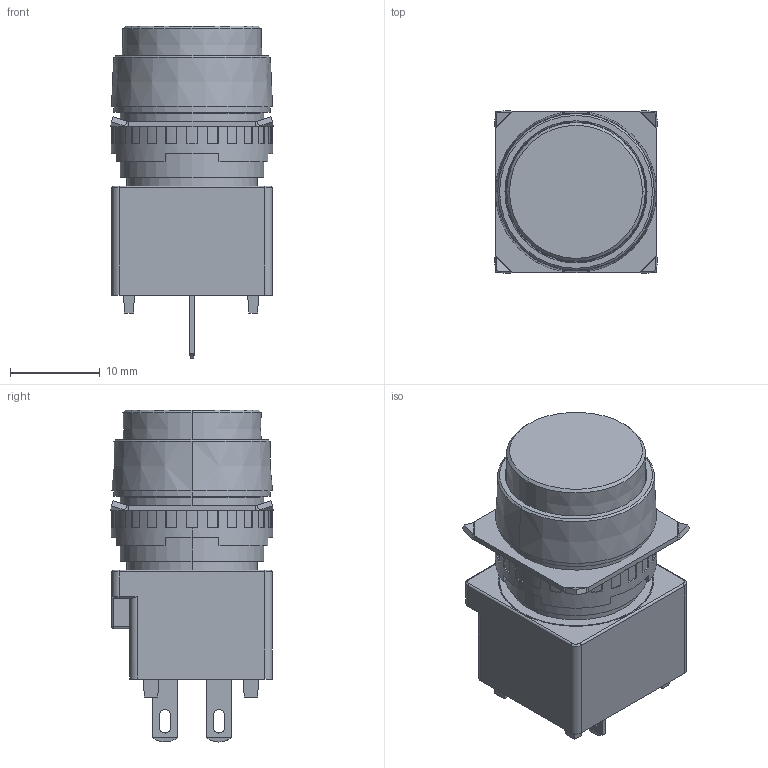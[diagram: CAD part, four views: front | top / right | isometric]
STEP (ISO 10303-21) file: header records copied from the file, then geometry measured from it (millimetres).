
FILE_DESCRIPTION (( 'STEP AP214' ), '1' );
FILE_NAME ('09_LB1P-1T0[1][3][4]$.STEP', '2020-09-24T23:58:42', ( 'IDEC' ), ( 'IDEC' ), 'SwSTEP 2.0', 'SolidWorks 2019', '' );
FILE_SCHEMA (( 'AUTOMOTIVE_DESIGN' ));
Length unit declared in the file: millimetre
Products named in the file (5): LB-BODY-M; LB-NUT-SET; LB-OPERATOR-M; 09_LB1P-1T0[1][3][4]$; LB-T00
Assembly tree (4 placements, depth 2):
  09_LB1P-1T0[1][3][4]$
    LB-BODY-M
    LB-OPERATOR-M
    LB-T00
    LB-NUT-SET
Bounding box: 18.07 x 18.07 x 36.9 mm (x, y, z)
Volume: 6844.1 mm3; surface area: 4787.3 mm2
Topology: 4 solids, 4 shells, 339 faces, 880 edges, 556 vertices
Faces by surface type: plane 198, cylinder 107, bspline 20, cone 14
Entity records: 12100 total; most frequent: CARTESIAN_POINT 2254, DIRECTION 1749, ORIENTED_EDGE 1748, EDGE_CURVE 874, AXIS2_PLACEMENT_3D 589, VECTOR 571, LINE 571, VERTEX_POINT 556
